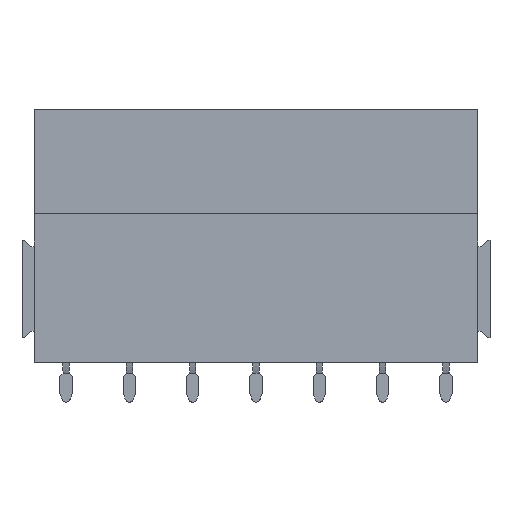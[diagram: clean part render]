
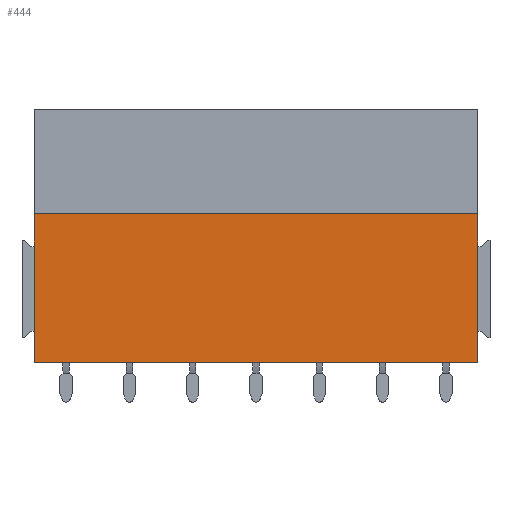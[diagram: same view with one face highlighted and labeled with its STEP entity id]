
A CAD part, front view. The second image highlights one B-rep face of the part: STEP entity #444.
In plain terms, the highlighted planar face has unit normal (0, -1, 0).
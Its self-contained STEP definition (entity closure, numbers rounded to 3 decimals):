
#417=AXIS2_PLACEMENT_3D('Plane Axis2P3D',#414,#415,#416) ;
#365=CARTESIAN_POINT('Vertex',(1.,0.,3.2)) ;
#368=CARTESIAN_POINT('Line Origine',(1.,0.,9.15)) ;
#372=CARTESIAN_POINT('Vertex',(1.,0.,15.1)) ;
#414=CARTESIAN_POINT('Axis2P3D Location',(6.08,0.,0.)) ;
#419=CARTESIAN_POINT('Line Origine',(36.56,0.,9.15)) ;
#423=CARTESIAN_POINT('Vertex',(36.56,0.,3.2)) ;
#425=CARTESIAN_POINT('Vertex',(36.56,0.,15.1)) ;
#428=CARTESIAN_POINT('Line Origine',(18.78,0.,15.1)) ;
#433=CARTESIAN_POINT('Line Origine',(18.78,0.,3.2)) ;
#369=DIRECTION('Vector Direction',(0.,0.,1.)) ;
#415=DIRECTION('Axis2P3D Direction',(0.,1.,-0.)) ;
#416=DIRECTION('Axis2P3D XDirection',(-1.,0.,0.)) ;
#420=DIRECTION('Vector Direction',(0.,0.,1.)) ;
#429=DIRECTION('Vector Direction',(1.,0.,0.)) ;
#434=DIRECTION('Vector Direction',(-1.,0.,0.)) ;
#370=VECTOR('Line Direction',#369,1.) ;
#421=VECTOR('Line Direction',#420,1.) ;
#430=VECTOR('Line Direction',#429,1.) ;
#435=VECTOR('Line Direction',#434,1.) ;
#439=ORIENTED_EDGE('',*,*,#427,.T.) ;
#440=ORIENTED_EDGE('',*,*,#432,.F.) ;
#441=ORIENTED_EDGE('',*,*,#374,.F.) ;
#442=ORIENTED_EDGE('',*,*,#437,.F.) ;
#444=ADVANCED_FACE('BLL5.08/07/180B 3.2SNOR 1682780000',(#443),#418,.F.) ;
#374=EDGE_CURVE('',#366,#373,#371,.T.) ;
#427=EDGE_CURVE('',#424,#426,#422,.T.) ;
#432=EDGE_CURVE('',#373,#426,#431,.T.) ;
#437=EDGE_CURVE('',#424,#366,#436,.T.) ;
#438=EDGE_LOOP('',(#439,#440,#441,#442)) ;
#443=FACE_OUTER_BOUND('',#438,.T.) ;
#371=LINE('Line',#368,#370) ;
#422=LINE('Line',#419,#421) ;
#431=LINE('Line',#428,#430) ;
#436=LINE('Line',#433,#435) ;
#418=PLANE('',#417) ;
#366=VERTEX_POINT('',#365) ;
#373=VERTEX_POINT('',#372) ;
#424=VERTEX_POINT('',#423) ;
#426=VERTEX_POINT('',#425) ;
